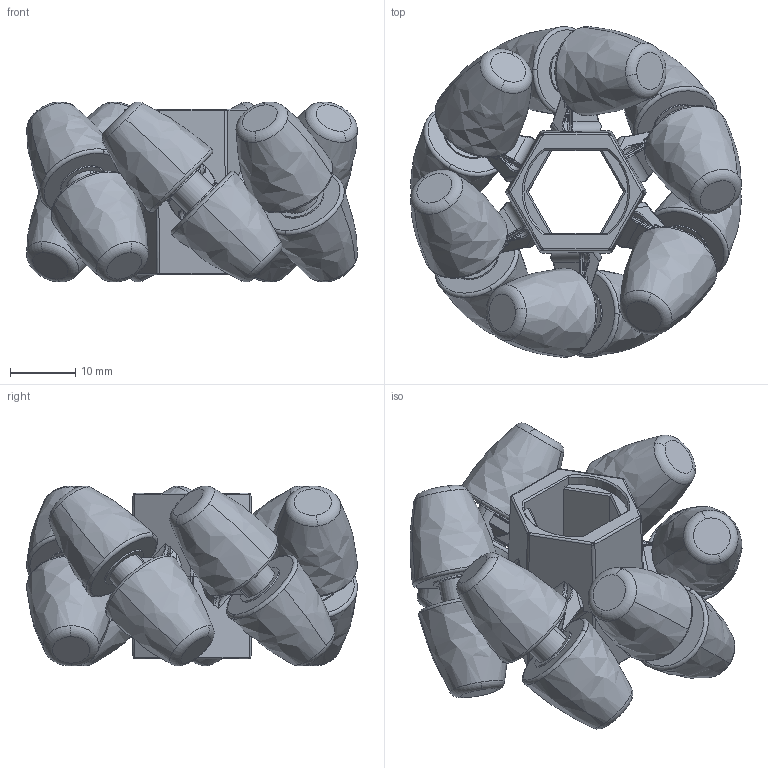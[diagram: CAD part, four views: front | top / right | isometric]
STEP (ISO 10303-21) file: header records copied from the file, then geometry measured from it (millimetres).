
FILE_DESCRIPTION (( 'STEP AP214' ), '1' );
FILE_NAME ('276-9041-802_PR-015.STEP', '2023-12-08T23:14:34', ( '' ), ( '' ), 'SwSTEP 2.0', 'SolidWorks 2021', '' );
FILE_SCHEMA (( 'AUTOMOTIVE_DESIGN' ));
Length unit declared in the file: millimetre
Products named in the file (1): 276-9041-802_PR-015
Bounding box: 50.64 x 50.66 x 27.54 mm (x, y, z)
Volume: 23125.3 mm3; surface area: 11963.3 mm2
Topology: 1 solids, 1 shells, 577 faces, 1439 edges, 870 vertices
Faces by surface type: cylinder 206, plane 156, bspline 137, torus 48, cone 30
Entity records: 25402 total; most frequent: CARTESIAN_POINT 7010, ORIENTED_EDGE 2830, DIRECTION 2318, EDGE_CURVE 1415, AXIS2_PLACEMENT_3D 902, VERTEX_POINT 870, EDGE_LOOP 609, FACE_OUTER_BOUND 577
